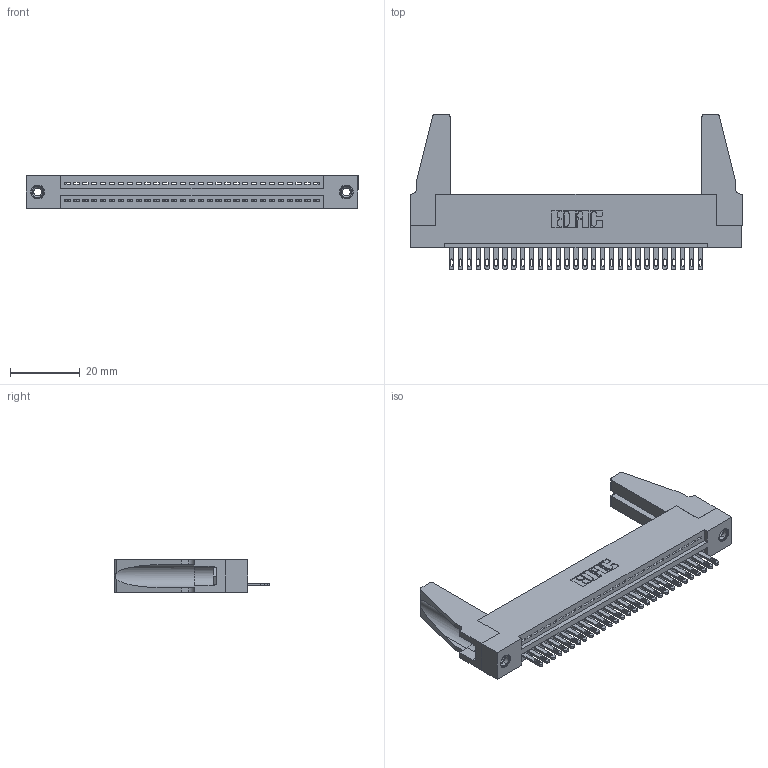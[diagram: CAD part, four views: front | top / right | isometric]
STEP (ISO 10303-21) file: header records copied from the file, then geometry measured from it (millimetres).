
FILE_DESCRIPTION (( 'STEP AP203' ), '1' );
FILE_NAME ('345-029-500-188.STEP', '2019-10-07T06:40:32', ( '' ), ( '' ), 'SwSTEP 2.0', 'SolidWorks 2016', '' );
FILE_SCHEMA (( 'CONFIG_CONTROL_DESIGN' ));
Length unit declared in the file: inch
Products named in the file (5): 345-250-001_345-250-001-102; 345 Part_Flush Mounting Lugs - 0.156 Dia-TH; 345-029-500-188; 345-292-001_345-293-100; 345-220-078_345-220-088
Assembly tree (34 placements, depth 2):
  345-029-500-188
    345 Part_Flush Mounting Lugs - 0.156 Dia-TH
    345-292-001_345-293-100  x29
    345-250-001_345-250-001-102  x2
    345-220-078_345-220-088  x2
Bounding box: 94.89 x 44.37 x 9.4 mm (x, y, z)
Volume: 12177.1 mm3; surface area: 14877.7 mm2
Topology: 34 solids, 34 shells, 1816 faces, 5527 edges, 3674 vertices
Faces by surface type: plane 1138, cylinder 662, cone 12, torus 4
Entity records: 25654 total; most frequent: CARTESIAN_POINT 4433, ORIENTED_EDGE 4356, DIRECTION 3900, EDGE_CURVE 2178, LINE 1884, VECTOR 1884, VERTEX_POINT 1446, AXIS2_PLACEMENT_3D 1008
